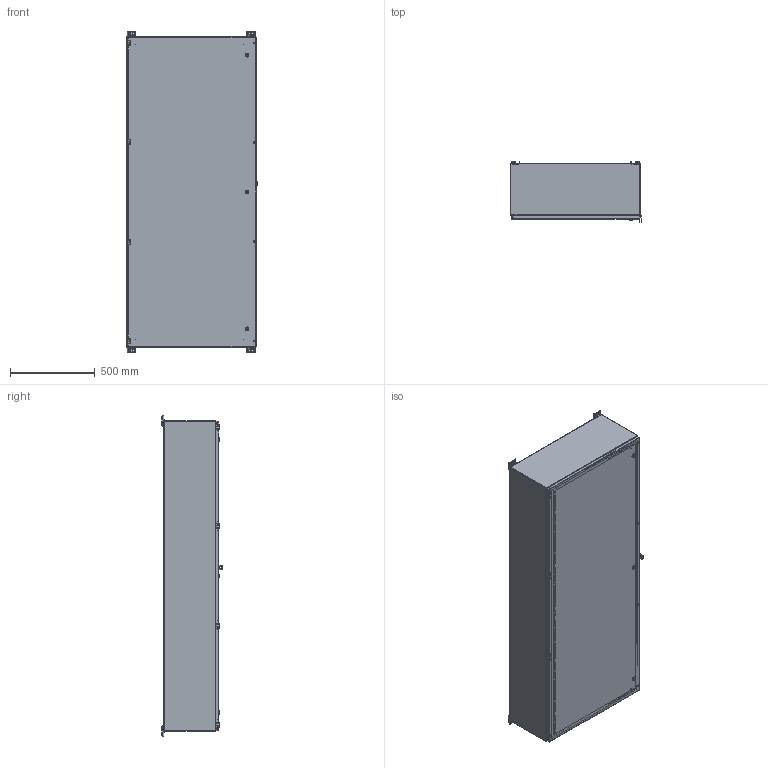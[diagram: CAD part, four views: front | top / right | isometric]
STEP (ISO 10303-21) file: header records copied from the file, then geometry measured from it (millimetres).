
FILE_DESCRIPTION( ( 'Unknown' ), '1' );
FILE_NAME( 'R723012-STEEL.stp', 'Unknown', ( 'Unknown' ), ( 'Unknown' ), 'PSStep 16.0.42', 'Unknown', ' ' );
FILE_SCHEMA( ( 'AUTOMOTIVE_DESIGN { 1 0 10303 214 1 1 1 1 }' ) );
Length unit declared in the file: millimetre
Products named in the file (53): 0.375 DIA; CAOUTCHOUC; METAL; LOCK AVEC TOURNEVIS TYPE 4-12 SANS CAME; HOSING-oa0; INSERT POUR TOURNEVIS-oa1; NOIX DE FIXATION-oa2; Oring-oa3; Oring-oa4; SEAL BLANC-oa5; STOPPER DESSOUS-oa6; VIS DE RETENUE DE LA CAME-oa7; PARTIE COUVERCLE; PROVISION PORTE; NUT 10-32; 10-32 x 0.500; PARTIE BOITIER; PROVISION BOITIER; SEAL PROVISION; 10-32 x 0.500-oa8; AHR-PARTIE-BOITIER; SEAL; AHR - PARTIE BOITIER; SET SCEW M6 x 1.000; NOIX M6; PATTE-RD; PATTE R; FW_0.3750; 3-8-16 x .750; HN_0.3750; A15KR; CAME R; PATTE-R; AHR-PARTIE-PORTE; AHR - PARTIE PORTE LUG; AHR - TIGE; R723012-U_16GA_BOITIER; R723012B-U_16GA; BUMPER R 0.250-20; 0.375-16 x 0.750 AC_CKL 118-510-340 ...
Assembly tree (99 placements, depth 5):
  Assem1
    ARP7230_12GA
    R7230_14GA_COUVERCLE
      R7230C_14GA
      10-32 x 0.750 AC_CD 201-008-776  x4
      R7230_GASKET
      HN_no10  x2
      ESPACEUR-RAIL  x2
      RAIL-V72
      AHR-PARTIE-PORTE  x4
        AHR - PARTIE PORTE LUG
        AHR - TIGE
      A15KR  x3
        CAME R
        LOCK AVEC TOURNEVIS TYPE 4-12 SANS CAME
          HOSING-oa0
          INSERT POUR TOURNEVIS-oa1
          NOIX DE FIXATION-oa2
          Oring-oa3
          Oring-oa4
          SEAL BLANC-oa5
          STOPPER DESSOUS-oa6
          VIS DE RETENUE DE LA CAME-oa7
      PARTIE COUVERCLE
        PROVISION PORTE
        NUT 10-32
        10-32 x 0.500
    R723012-U_16GA_BOITIER
      R723012B-U_16GA
      BUMPER R 0.250-20  x4
      0.375-16 x 0.750 AC_CKL 118-510-340  x6
      FW_0.3750  x6
      HN_0.3750  x6
      FW_0.2500  x4
      HN_0.2500  x4
      Rxx3012H_16GA
      Rxx3012B_16GA
      AHR-PARTIE-BOITIER  x4
        SEAL
        AHR - PARTIE BOITIER
        SET SCEW M6 x 1.000
        NOIX M6
      PATTE-RD  x2
        PATTE R
        FW_0.3750
        3-8-16 x .750
        HN_0.3750
        0.375 DIA
          CAOUTCHOUC
          METAL
      PATTE-R  x2
        PATTE R
        FW_0.3750
        3-8-16 x .750
        HN_0.3750
        0.375 DIA
          CAOUTCHOUC
          METAL
      PARTIE BOITIER
        PROVISION BOITIER
Bounding box: 769.16 x 355.47 x 1886.36 mm (x, y, z)
Volume: 11844293.5 mm3; surface area: 12363746.8 mm2
Topology: 127 solids, 127 shells, 4956 faces, 12072 edges, 7668 vertices
Faces by surface type: plane 2678, cylinder 996, bspline 444, extrusion 332, cone 250, torus 191, sphere 65
Full cylindrical faces by diameter (mm): 0.346 x6, 0.508 x4, 0.794 x6, 3.023 x12, 3.15 x2, 3.175 x12, 4.039 x4, 4.623 x2, 4.682 x68, 4.826 x11, 5.055 x1, 5.1 x4, 5.105 x1, 5.567 x2, 5.842 x4, 5.918 x8, 5.994 x4, 6 x4, 6.096 x6, 6.1 x12, 6.35 x8, 6.502 x4, 6.731 x8, 6.985 x3, 7.137 x6, 7.925 x2, 8.664 x2, 8.7 x4, 8.966 x6, 9 x4
Entity records: 153156 total; most frequent: CARTESIAN_POINT 68261, ORIENTED_EDGE 13292, DIRECTION 10157, EDGE_CURVE 6646, VERTEX_POINT 4500, EDGE_LOOP 3693, AXIS2_PLACEMENT_3D 3412, VECTOR 3333
